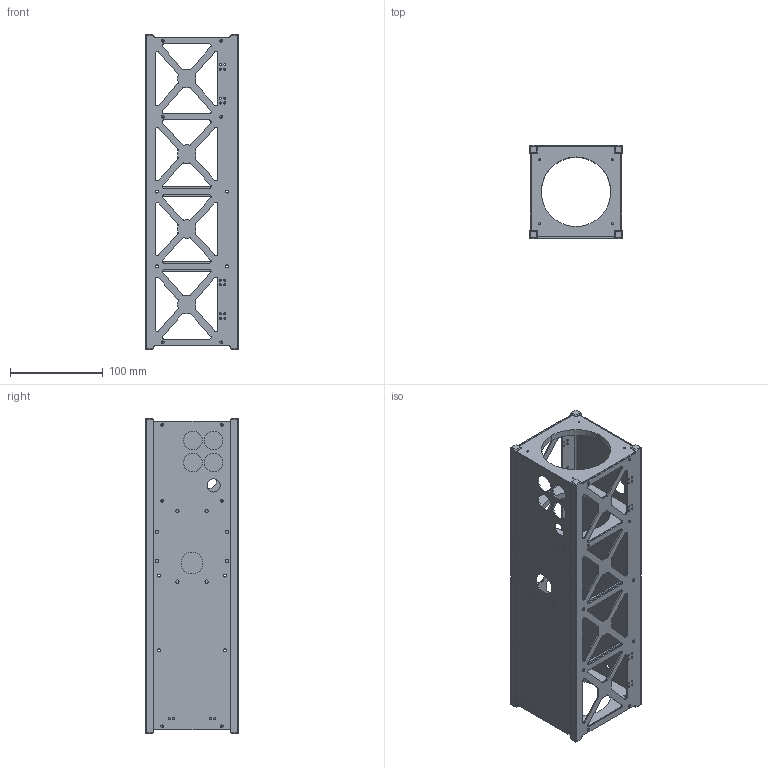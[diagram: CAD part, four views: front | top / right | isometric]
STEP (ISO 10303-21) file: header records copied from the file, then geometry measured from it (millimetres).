
FILE_DESCRIPTION (( 'STEP AP214' ), '1' );
FILE_NAME ('Montaj_3_2.STEP', '2025-07-21T11:18:37', ( '' ), ( '' ), 'SwSTEP 2.0', 'SolidWorks 2020', '' );
FILE_SCHEMA (( 'AUTOMOTIVE_DESIGN' ));
Length unit declared in the file: millimetre
Products named in the file (9): cerceve_sag; destek; cerceve_sol; Montaj_3_2; cerceve_alt; cerceve_arka; cerceve_on; cerceve_ust; cerceve_orta
Assembly tree (11 placements, depth 2):
  Montaj_3_2
    cerceve_sag
    cerceve_sol
    cerceve_arka
    cerceve_orta
    cerceve_on
    cerceve_ust
    cerceve_alt
    destek  x4
Bounding box: 100 x 100 x 340.5 mm (x, y, z)
Volume: 241664.2 mm3; surface area: 269192 mm2
Topology: 11 solids, 11 shells, 916 faces, 2534 edges, 1604 vertices
Faces by surface type: cylinder 578, plane 282, cone 48, sphere 8
Entity records: 27768 total; most frequent: DIRECTION 4990, CARTESIAN_POINT 4790, ORIENTED_EDGE 4548, EDGE_CURVE 2274, AXIS2_PLACEMENT_3D 1908, VERTEX_POINT 1484, VECTOR 1174, LINE 1174
